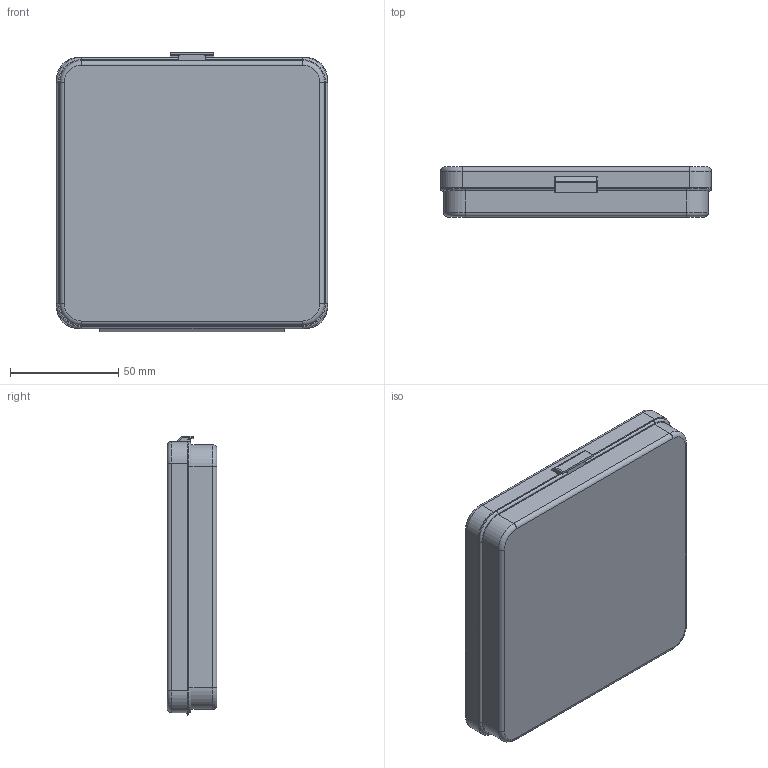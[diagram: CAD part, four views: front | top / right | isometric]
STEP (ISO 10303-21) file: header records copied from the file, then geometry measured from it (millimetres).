
FILE_DESCRIPTION (( 'STEP AP214' ), '1' );
FILE_NAME ('B102 Êîðîáêà ïëàñòèêîâàÿ, ?120x120x20 ìì.STEP', '2020-04-06T13:21:19', ( '' ), ( '' ), 'SwSTEP 2.0', 'SolidWorks 2020', '' );
FILE_SCHEMA (( 'AUTOMOTIVE_DESIGN' ));
Length unit declared in the file: millimetre
Products named in the file (3): B102 Åìêîñòü; B102 Êðûøêà; B102 Êîðîáêà ïëàñòèêîâàÿ, ?120x120x20 ìì
Assembly tree (2 placements, depth 2):
  B102 Êîðîáêà ïëàñòèêîâàÿ, ?120x120x20 ìì
    B102 Åìêîñòü
    B102 Êðûøêà
Bounding box: 125 x 23 x 129 mm (x, y, z)
Volume: 63218.5 mm3; surface area: 85409.8 mm2
Topology: 2 solids, 2 shells, 141 faces, 353 edges, 220 vertices
Faces by surface type: plane 61, cylinder 58, torus 20, sphere 2
Entity records: 4305 total; most frequent: DIRECTION 779, CARTESIAN_POINT 725, ORIENTED_EDGE 706, EDGE_CURVE 353, AXIS2_PLACEMENT_3D 282, VERTEX_POINT 220, LINE 215, VECTOR 215
